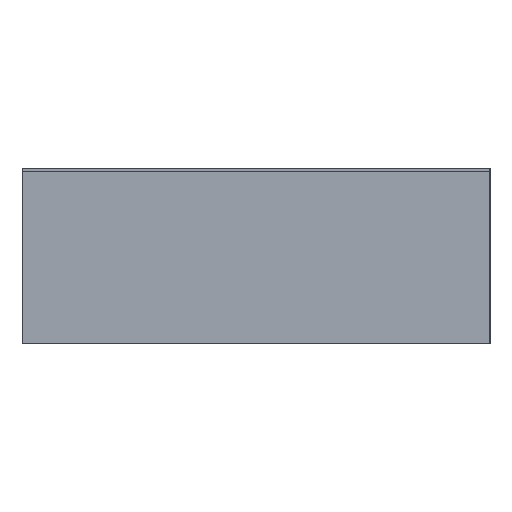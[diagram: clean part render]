
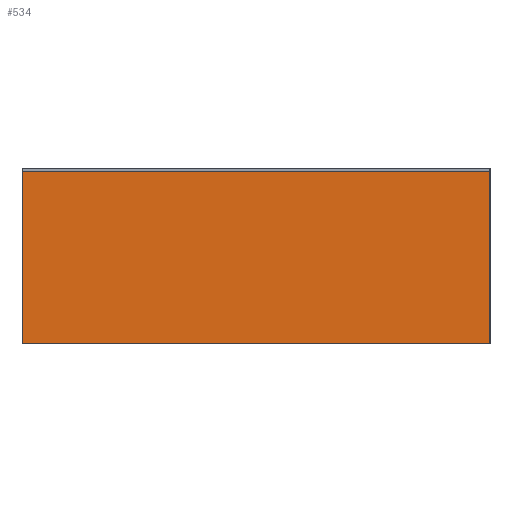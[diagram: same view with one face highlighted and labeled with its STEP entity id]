
A CAD part, left-side view. The second image highlights one B-rep face of the part: STEP entity #534.
In plain terms, the highlighted planar face has unit normal (-1, 0, 0).
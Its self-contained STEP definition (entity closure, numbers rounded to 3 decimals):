
#30=FACE_OUTER_BOUND('',#62,.T.);
#62=EDGE_LOOP('',(#385,#386,#387,#388));
#106=LINE('',#797,#178);
#107=LINE('',#800,#179);
#108=LINE('',#802,#180);
#109=LINE('',#803,#181);
#178=VECTOR('',#653,10.);
#179=VECTOR('',#656,10.);
#180=VECTOR('',#657,10.);
#181=VECTOR('',#658,10.);
#243=VERTEX_POINT('',#793);
#244=VERTEX_POINT('',#795);
#245=VERTEX_POINT('',#799);
#246=VERTEX_POINT('',#801);
#298=EDGE_CURVE('',#243,#244,#106,.T.);
#299=EDGE_CURVE('',#243,#245,#107,.T.);
#300=EDGE_CURVE('',#246,#244,#108,.T.);
#301=EDGE_CURVE('',#245,#246,#109,.T.);
#385=ORIENTED_EDGE('',*,*,#299,.F.);
#386=ORIENTED_EDGE('',*,*,#298,.T.);
#387=ORIENTED_EDGE('',*,*,#300,.F.);
#388=ORIENTED_EDGE('',*,*,#301,.F.);
#502=PLANE('',#589);
#534=ADVANCED_FACE('',(#30),#502,.T.);
#589=AXIS2_PLACEMENT_3D('',#798,#654,#655);
#653=DIRECTION('',(0.,1.,0.));
#654=DIRECTION('center_axis',(-1.,0.,0.));
#655=DIRECTION('ref_axis',(0.,0.,1.));
#656=DIRECTION('',(0.,0.,-1.));
#657=DIRECTION('',(0.,0.,1.));
#658=DIRECTION('',(0.,1.,0.));
#793=CARTESIAN_POINT('',(-1.58,-0.775,0.535));
#795=CARTESIAN_POINT('',(-1.58,0.775,0.535));
#797=CARTESIAN_POINT('',(-1.58,-0.775,0.535));
#798=CARTESIAN_POINT('Origin',(-1.58,-0.775,-0.035));
#799=CARTESIAN_POINT('',(-1.58,-0.775,-0.035));
#800=CARTESIAN_POINT('',(-1.58,-0.775,0.535));
#801=CARTESIAN_POINT('',(-1.58,0.775,-0.035));
#802=CARTESIAN_POINT('',(-1.58,0.775,0.535));
#803=CARTESIAN_POINT('',(-1.58,-0.775,-0.035));
